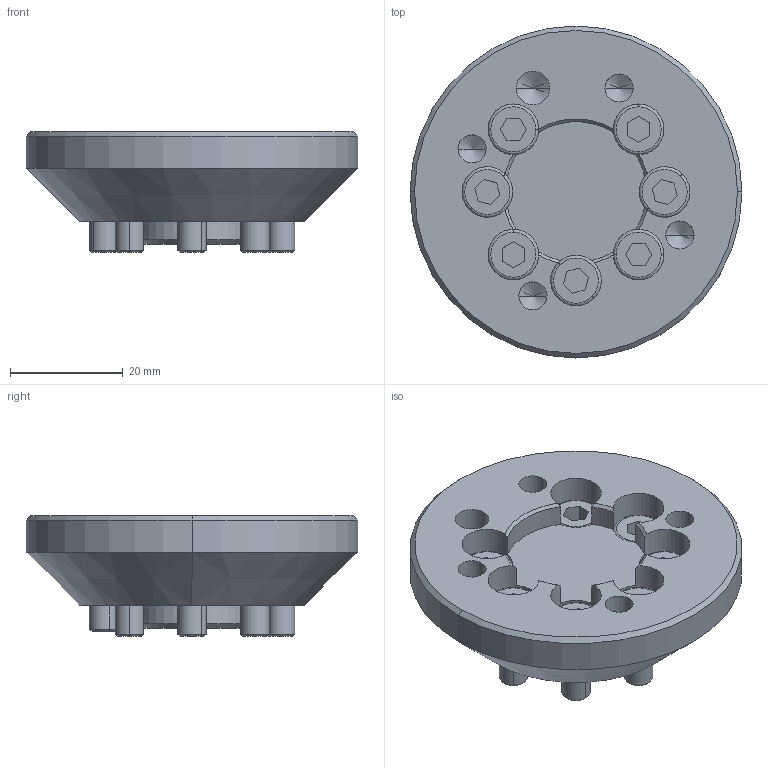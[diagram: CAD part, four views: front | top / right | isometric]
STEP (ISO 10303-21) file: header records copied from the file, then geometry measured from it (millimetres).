
FILE_DESCRIPTION (( 'STEP AP203' ), '1' );
FILE_NAME ('P4205.STEP', '2019-09-16T15:38:56', ( 'admin' ), ( '' ), 'SwSTEP 2.0', 'SolidWorks 2017', '' );
FILE_SCHEMA (( 'CONFIG_CONTROL_DESIGN' ));
Length unit declared in the file: millimetre
Products named in the file (1): P4205
Bounding box: 59 x 59 x 21.5 mm (x, y, z)
Volume: 32724.6 mm3; surface area: 14252.5 mm2
Topology: 9 solids, 9 shells, 221 faces, 511 edges, 318 vertices
Faces by surface type: plane 83, cylinder 81, cone 43, torus 14
Entity records: 6319 total; most frequent: DIRECTION 1156, CARTESIAN_POINT 1093, ORIENTED_EDGE 998, EDGE_CURVE 499, AXIS2_PLACEMENT_3D 453, VERTEX_POINT 318, EDGE_LOOP 257, VECTOR 250
